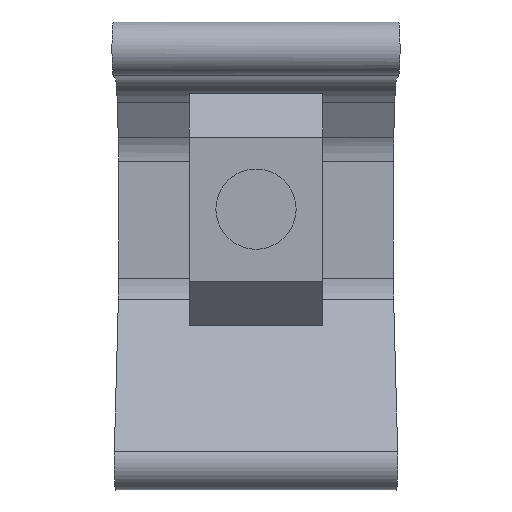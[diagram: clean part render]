
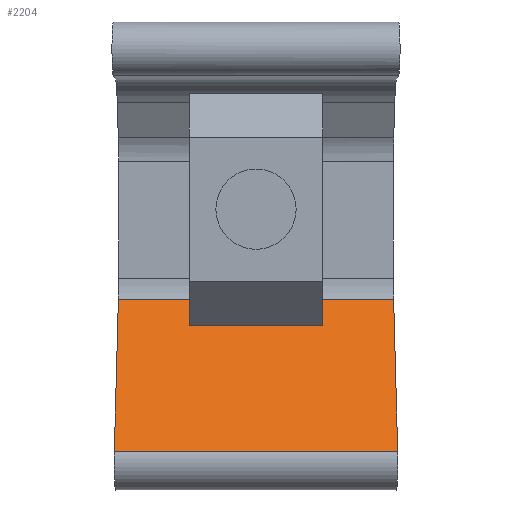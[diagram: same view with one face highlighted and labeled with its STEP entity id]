
A CAD part, front view. The second image highlights one B-rep face of the part: STEP entity #2204.
In plain terms, the highlighted planar face has unit normal (0, -0.893, 0.451).
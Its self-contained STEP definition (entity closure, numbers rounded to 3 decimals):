
#118 = DIRECTION ( 'NONE',  ( -1., 0., 0. ) ) ;
#219 = DIRECTION ( 'NONE',  ( -1., 0., 0. ) ) ;
#309 = CARTESIAN_POINT ( 'NONE',  ( 20.586, 7.898, 24.507 ) ) ;
#324 = VECTOR ( 'NONE', #555, 1000. ) ;
#338 = LINE ( 'NONE', #2395, #324 ) ;
#555 = DIRECTION ( 'NONE',  ( 0.024, -0.451, -0.892 ) ) ;
#690 = VERTEX_POINT ( 'NONE', #2171 ) ;
#714 = CARTESIAN_POINT ( 'NONE',  ( -20.563, 8.341, 25.384 ) ) ;
#752 = CARTESIAN_POINT ( 'NONE',  ( 21., 7.898, 24.507 ) ) ;
#815 = EDGE_CURVE ( 'NONE', #1536, #1736, #2455, .T. ) ;
#1073 = EDGE_LOOP ( 'NONE', ( #2261, #2259, #1368, #2466 ) ) ;
#1137 = EDGE_CURVE ( 'NONE', #690, #1610, #2477, .T. ) ;
#1207 = EDGE_CURVE ( 'NONE', #1736, #1610, #2384, .T. ) ;
#1236 = DIRECTION ( 'NONE',  ( -0.024, -0.451, -0.892 ) ) ;
#1335 = VECTOR ( 'NONE', #219, 1000. ) ;
#1346 = CARTESIAN_POINT ( 'NONE',  ( -21.187, -3.57, 1.804 ) ) ;
#1368 = ORIENTED_EDGE ( 'NONE', *, *, #815, .T. ) ;
#1447 = FACE_OUTER_BOUND ( 'NONE', #1073, .T. ) ;
#1511 = CARTESIAN_POINT ( 'NONE',  ( 21., -3.57, 1.804 ) ) ;
#1536 = VERTEX_POINT ( 'NONE', #309 ) ;
#1610 = VERTEX_POINT ( 'NONE', #1346 ) ;
#1736 = VERTEX_POINT ( 'NONE', #2220 ) ;
#1868 = AXIS2_PLACEMENT_3D ( 'NONE', #2315, #2217, #2195 ) ;
#2171 = CARTESIAN_POINT ( 'NONE',  ( 21.187, -3.57, 1.804 ) ) ;
#2195 = DIRECTION ( 'NONE',  ( 0., 0.451, 0.893 ) ) ;
#2204 = ADVANCED_FACE ( 'NONE', ( #1447 ), #2229, .F. ) ;
#2217 = DIRECTION ( 'NONE',  ( 0., 0.893, -0.451 ) ) ;
#2220 = CARTESIAN_POINT ( 'NONE',  ( -20.586, 7.898, 24.507 ) ) ;
#2229 = PLANE ( 'NONE',  #1868 ) ;
#2259 = ORIENTED_EDGE ( 'NONE', *, *, #2938, .F. ) ;
#2261 = ORIENTED_EDGE ( 'NONE', *, *, #1137, .F. ) ;
#2299 = VECTOR ( 'NONE', #1236, 1000. ) ;
#2315 = CARTESIAN_POINT ( 'NONE',  ( 21., 7.898, 24.507 ) ) ;
#2384 = LINE ( 'NONE', #714, #2299 ) ;
#2395 = CARTESIAN_POINT ( 'NONE',  ( 20.586, 7.894, 24.498 ) ) ;
#2420 = VECTOR ( 'NONE', #118, 1000. ) ;
#2455 = LINE ( 'NONE', #752, #1335 ) ;
#2466 = ORIENTED_EDGE ( 'NONE', *, *, #1207, .T. ) ;
#2477 = LINE ( 'NONE', #1511, #2420 ) ;
#2938 = EDGE_CURVE ( 'NONE', #1536, #690, #338, .T. ) ;
